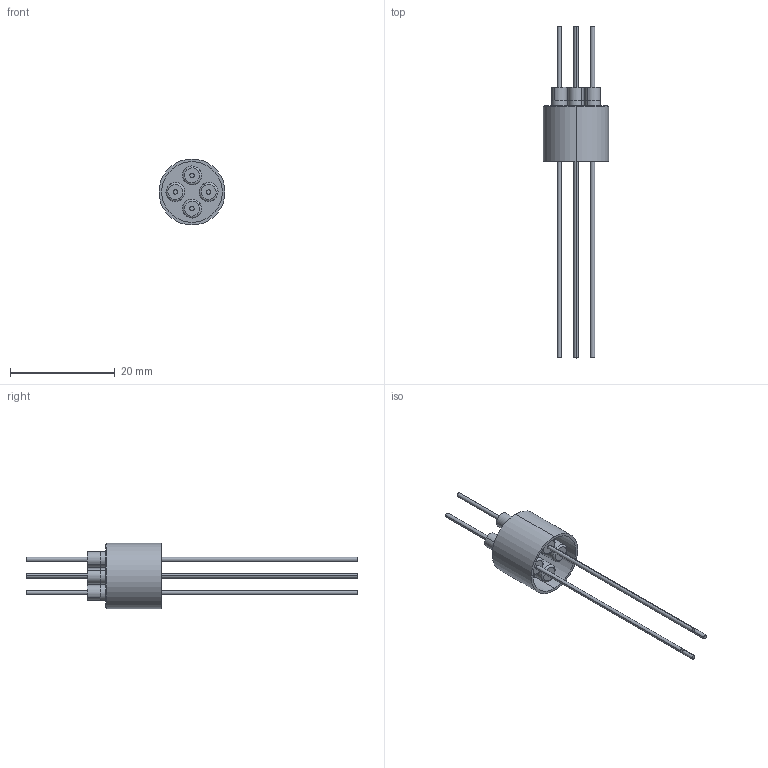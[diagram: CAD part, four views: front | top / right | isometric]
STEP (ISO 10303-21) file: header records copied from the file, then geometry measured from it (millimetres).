
FILE_DESCRIPTION (( 'STEP AP203' ), '1' );
FILE_NAME ('A0086-1-W.STEP', '2019-10-23T18:45:45', ( '' ), ( '' ), 'SwSTEP 2.0', 'SolidWorks 2019', '' );
FILE_SCHEMA (( 'CONFIG_CONTROL_DESIGN' ));
Length unit declared in the file: inch
Products named in the file (1): A0086-1-W
Bounding box: 12.62 x 63.5 x 12.62 mm (x, y, z)
Volume: 826.6 mm3; surface area: 2024.3 mm2
Topology: 1 solids, 1 shells, 114 faces, 226 edges, 148 vertices
Faces by surface type: cylinder 70, plane 36, torus 8
Entity records: 3101 total; most frequent: DIRECTION 612, CARTESIAN_POINT 489, ORIENTED_EDGE 452, AXIS2_PLACEMENT_3D 271, EDGE_CURVE 226, CIRCLE 156, VERTEX_POINT 148, EDGE_LOOP 148
